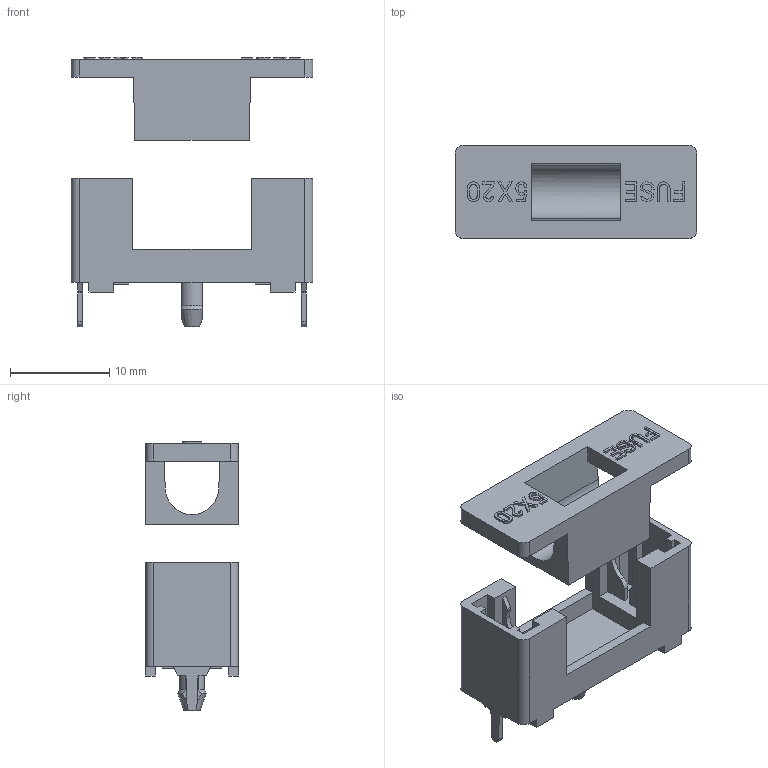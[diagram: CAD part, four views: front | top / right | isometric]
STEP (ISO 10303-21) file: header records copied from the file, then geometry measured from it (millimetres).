
FILE_DESCRIPTION(('STEP AP214'),'1');
FILE_NAME('66386.stp','2017-04-22T16:30:34',('TraceParts'),('TraceParts S.A.'),'Spatial InterOp 3D',' ',' ');
FILE_SCHEMA(('automotive_design'));
Length unit declared in the file: millimetre
Products named in the file (2): 66386_1; 66386_2
Bounding box: 24.4 x 9.4 x 27.2 mm (x, y, z)
Volume: 1639.2 mm3; surface area: 2663.8 mm2
Topology: 2 solids, 2 shells, 394 faces, 1134 edges, 756 vertices
Faces by surface type: plane 343, cylinder 47, cone 4
Entity records: 22114 total; most frequent: CARTESIAN_POINT 2877, ORIENTED_EDGE 2268, DIRECTION 2008, STYLED_ITEM 1518, PRESENTATION_STYLE_ASSIGNMENT 1518, COLOUR_RGB 1518, EDGE_CURVE 1134, CURVE_STYLE 1122
